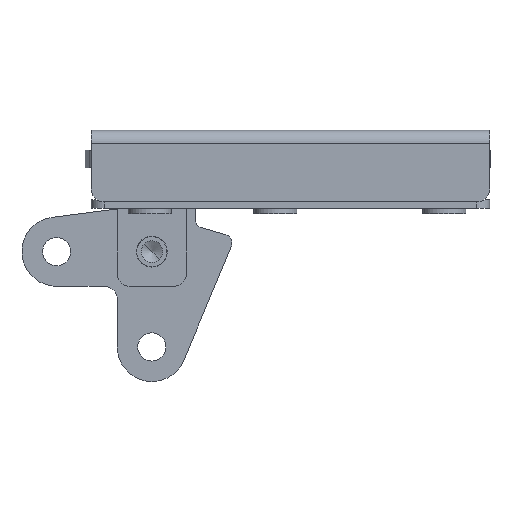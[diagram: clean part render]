
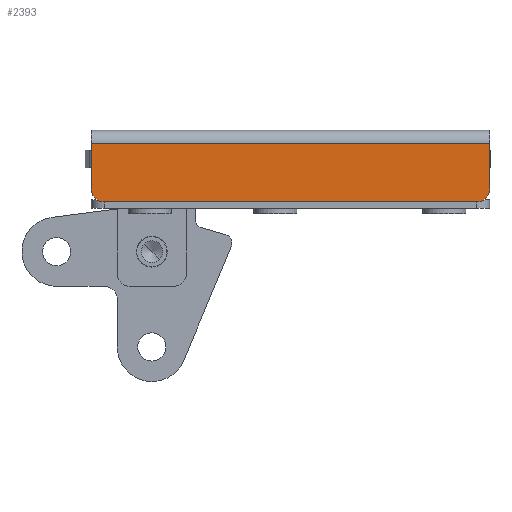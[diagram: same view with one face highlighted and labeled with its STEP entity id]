
A CAD part, left-side view. The second image highlights one B-rep face of the part: STEP entity #2393.
In plain terms, the highlighted planar face has unit normal (-1, 0, 0).
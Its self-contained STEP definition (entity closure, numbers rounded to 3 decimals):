
#82 = VERTEX_POINT ( 'NONE', #2551 ) ;
#121 = VERTEX_POINT ( 'NONE', #2614 ) ;
#124 = EDGE_CURVE ( 'NONE', #128, #121, #2612, .T. ) ;
#128 = VERTEX_POINT ( 'NONE', #2608 ) ;
#2345 = EDGE_CURVE ( 'NONE', #82, #2348, #6341, .T. ) ;
#2348 = VERTEX_POINT ( 'NONE', #6333 ) ;
#2388 = EDGE_LOOP ( 'NONE', ( #2419, #2456, #2457, #2455, #2450, #2451 ) ) ;
#2390 = VERTEX_POINT ( 'NONE', #6412 ) ;
#2393 = ADVANCED_FACE ( 'NONE', ( #6407 ), #6406, .F. ) ;
#2395 = EDGE_CURVE ( 'NONE', #2390, #2397, #6401, .T. ) ;
#2397 = VERTEX_POINT ( 'NONE', #6393 ) ;
#2419 = ORIENTED_EDGE ( 'NONE', *, *, #2395, .T. ) ;
#2448 = EDGE_CURVE ( 'NONE', #121, #82, #6463, .T. ) ;
#2449 = EDGE_CURVE ( 'NONE', #2397, #128, #6512, .T. ) ;
#2450 = ORIENTED_EDGE ( 'NONE', *, *, #2345, .T. ) ;
#2451 = ORIENTED_EDGE ( 'NONE', *, *, #2452, .T. ) ;
#2452 = EDGE_CURVE ( 'NONE', #2348, #2390, #6507, .T. ) ;
#2455 = ORIENTED_EDGE ( 'NONE', *, *, #2448, .T. ) ;
#2456 = ORIENTED_EDGE ( 'NONE', *, *, #2449, .T. ) ;
#2457 = ORIENTED_EDGE ( 'NONE', *, *, #124, .T. ) ;
#2551 = CARTESIAN_POINT ( 'NONE',  ( -21., 62., -3. ) ) ;
#2608 = CARTESIAN_POINT ( 'NONE',  ( -21., -30., -13.5 ) ) ;
#2609 = DIRECTION ( 'NONE',  ( 0., 0., 1. ) ) ;
#2610 = VECTOR ( 'NONE', #2609, 1000. ) ;
#2611 = CARTESIAN_POINT ( 'NONE',  ( -21., -30., 0. ) ) ;
#2612 = LINE ( 'NONE', #2611, #2610 ) ;
#2614 = CARTESIAN_POINT ( 'NONE',  ( -21., -30., -3. ) ) ;
#6333 = CARTESIAN_POINT ( 'NONE',  ( -21., 62., -13.5 ) ) ;
#6338 = DIRECTION ( 'NONE',  ( 0., 0., -1. ) ) ;
#6339 = VECTOR ( 'NONE', #6338, 1000. ) ;
#6340 = CARTESIAN_POINT ( 'NONE',  ( -21., 62., 0. ) ) ;
#6341 = LINE ( 'NONE', #6340, #6339 ) ;
#6393 = CARTESIAN_POINT ( 'NONE',  ( -21., -27., -16.5 ) ) ;
#6398 = DIRECTION ( 'NONE',  ( 0., -1., 0. ) ) ;
#6399 = VECTOR ( 'NONE', #6398, 1000. ) ;
#6400 = CARTESIAN_POINT ( 'NONE',  ( -21., 62., -16.5 ) ) ;
#6401 = LINE ( 'NONE', #6400, #6399 ) ;
#6402 = DIRECTION ( 'NONE',  ( 0., 0., -1. ) ) ;
#6403 = DIRECTION ( 'NONE',  ( 1., 0., 0. ) ) ;
#6404 = CARTESIAN_POINT ( 'NONE',  ( -21., 62., 0. ) ) ;
#6405 = AXIS2_PLACEMENT_3D ( 'NONE', #6404, #6403, #6402 ) ;
#6406 = PLANE ( 'NONE',  #6405 ) ;
#6407 = FACE_OUTER_BOUND ( 'NONE', #2388, .T. ) ;
#6412 = CARTESIAN_POINT ( 'NONE',  ( -21., 59., -16.5 ) ) ;
#6463 = LINE ( 'NONE', #6515, #6514 ) ;
#6503 = DIRECTION ( 'NONE',  ( 0., 0., -1. ) ) ;
#6504 = DIRECTION ( 'NONE',  ( -1., 0., 0. ) ) ;
#6505 = CARTESIAN_POINT ( 'NONE',  ( -21., 59., -13.5 ) ) ;
#6506 = AXIS2_PLACEMENT_3D ( 'NONE', #6505, #6504, #6503 ) ;
#6507 = CIRCLE ( 'NONE', #6506, 3. ) ;
#6508 = DIRECTION ( 'NONE',  ( 0., 0., -1. ) ) ;
#6509 = DIRECTION ( 'NONE',  ( -1., 0., 0. ) ) ;
#6510 = CARTESIAN_POINT ( 'NONE',  ( -21., -27., -13.5 ) ) ;
#6511 = AXIS2_PLACEMENT_3D ( 'NONE', #6510, #6509, #6508 ) ;
#6512 = CIRCLE ( 'NONE', #6511, 3. ) ;
#6513 = DIRECTION ( 'NONE',  ( 0., 1., 0. ) ) ;
#6514 = VECTOR ( 'NONE', #6513, 1000. ) ;
#6515 = CARTESIAN_POINT ( 'NONE',  ( -21., 62., -3. ) ) ;
